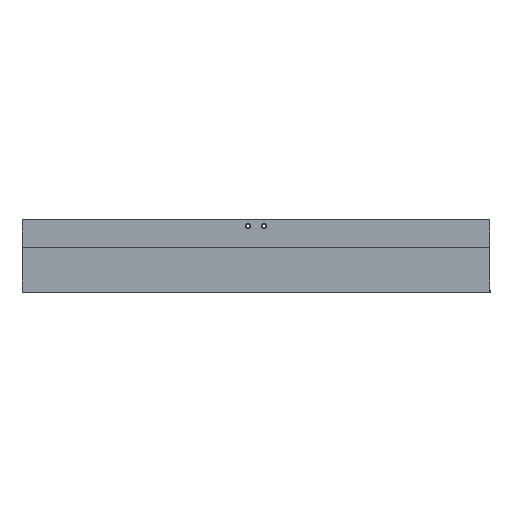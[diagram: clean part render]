
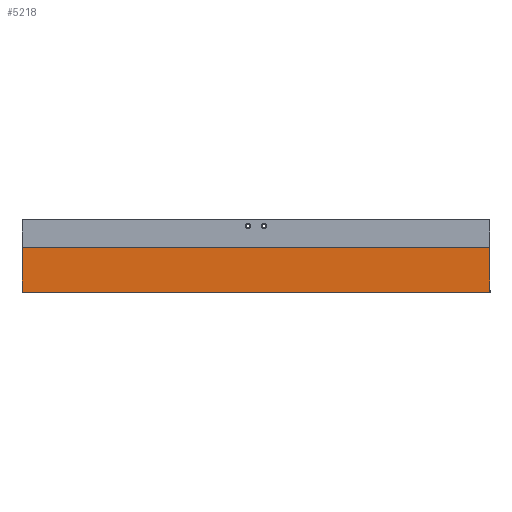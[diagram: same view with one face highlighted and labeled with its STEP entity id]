
A CAD part, left-side view. The second image highlights one B-rep face of the part: STEP entity #5218.
In plain terms, the highlighted planar face has unit normal (-1, 0, 0).
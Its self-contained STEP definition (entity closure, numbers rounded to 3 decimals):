
#590=PLANE('',#5535);
#648=FACE_OUTER_BOUND('',#918,.T.);
#918=EDGE_LOOP('',(#3864,#3865,#3866,#3867));
#1494=LINE('',#7828,#1793);
#1542=LINE('',#8003,#1841);
#1548=LINE('',#8014,#1847);
#1549=LINE('',#8016,#1848);
#1793=VECTOR('',#6157,10.);
#1841=VECTOR('',#6345,10.);
#1847=VECTOR('',#6355,10.);
#1848=VECTOR('',#6358,10.);
#2513=VERTEX_POINT('',#7826);
#2514=VERTEX_POINT('',#7827);
#2571=VERTEX_POINT('',#8002);
#2574=VERTEX_POINT('',#8012);
#2986=EDGE_CURVE('',#2513,#2514,#1494,.T.);
#3068=EDGE_CURVE('',#2513,#2571,#1542,.T.);
#3074=EDGE_CURVE('',#2514,#2574,#1548,.T.);
#3075=EDGE_CURVE('',#2571,#2574,#1549,.T.);
#3864=ORIENTED_EDGE('',*,*,#2986,.T.);
#3865=ORIENTED_EDGE('',*,*,#3074,.T.);
#3866=ORIENTED_EDGE('',*,*,#3075,.F.);
#3867=ORIENTED_EDGE('',*,*,#3068,.F.);
#5218=ADVANCED_FACE('',(#648),#590,.T.);
#5535=AXIS2_PLACEMENT_3D('',#8015,#6356,#6357);
#6157=DIRECTION('',(0.,0.,1.));
#6345=DIRECTION('',(0.,1.,0.));
#6355=DIRECTION('',(0.,1.,0.));
#6356=DIRECTION('center_axis',(-1.,0.,0.));
#6357=DIRECTION('ref_axis',(0.,0.,1.));
#6358=DIRECTION('',(0.,0.,1.));
#7826=CARTESIAN_POINT('',(0.,0.,-297.));
#7827=CARTESIAN_POINT('',(0.,0.,0.));
#7828=CARTESIAN_POINT('',(0.,0.,-297.));
#8002=CARTESIAN_POINT('',(0.,28.5,-297.));
#8003=CARTESIAN_POINT('',(0.,0.,-297.));
#8012=CARTESIAN_POINT('',(0.,28.5,0.));
#8014=CARTESIAN_POINT('',(0.,0.,0.));
#8015=CARTESIAN_POINT('Origin',(0.,0.,-297.));
#8016=CARTESIAN_POINT('',(0.,28.5,-297.));
